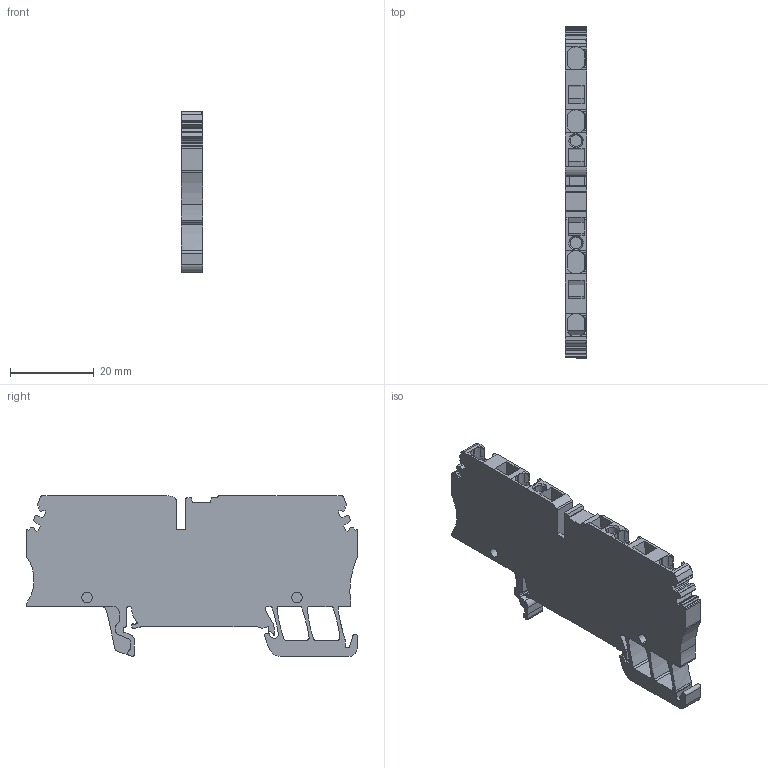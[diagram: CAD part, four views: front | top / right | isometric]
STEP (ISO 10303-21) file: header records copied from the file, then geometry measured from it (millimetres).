
FILE_DESCRIPTION(('CATIA V5R22 STEP214','CAx-IF Rec.Pracs.--- Model Styling and Organization---1.4--- 2014-01-23'),'2;1');
FILE_NAME ('018633-2_0', '2021-02-26T10:40:32+00:00', ('Weidmueller Interface'), ('Weidmueller'), 'CATIA Version 5-6 Release 2016 SP3 HF44', 'CATIA V5 STEP AP214', 'none');
FILE_SCHEMA(('AUTOMOTIVE_DESIGN { 1 0 10303 214 1 1 1 1 }'));
Length unit declared in the file: millimetre
Products named in the file (1): 1683480000_ZDU_2-5_4AN_...
Bounding box: 5.1 x 79.05 x 38.35 mm (x, y, z)
Volume: 10373.2 mm3; surface area: 7626.6 mm2
Topology: 1 solids, 1 shells, 372 faces, 1052 edges, 692 vertices
Faces by surface type: plane 215, cylinder 138, extrusion 11, cone 8
Entity records: 11632 total; most frequent: CARTESIAN_POINT 2339, ORIENTED_EDGE 2104, DIRECTION 1596, EDGE_CURVE 1052, VECTOR 727, LINE 716, VERTEX_POINT 692, AXIS2_PLACEMENT_3D 575
